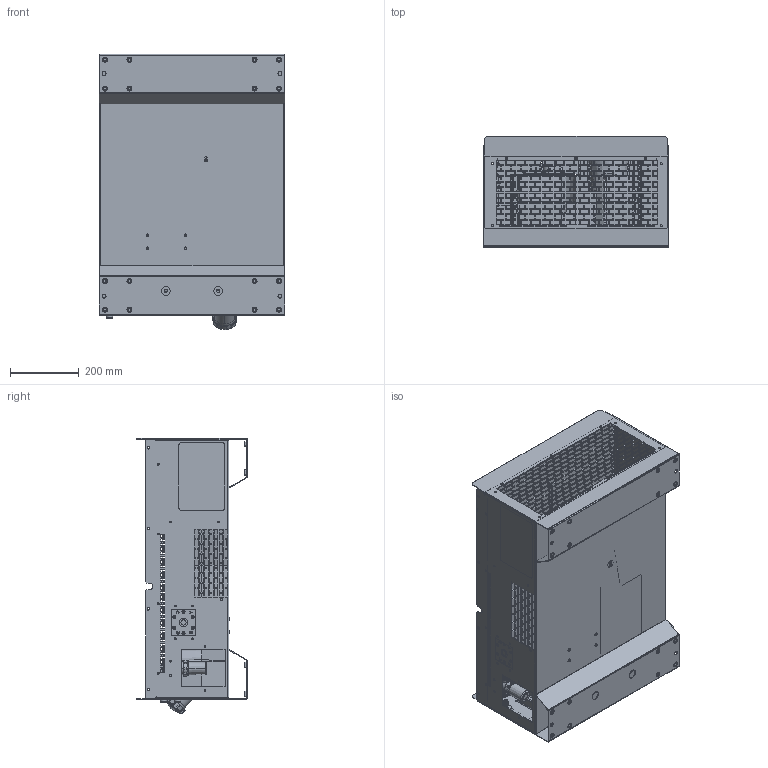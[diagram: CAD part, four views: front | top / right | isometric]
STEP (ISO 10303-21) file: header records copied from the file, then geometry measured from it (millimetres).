
FILE_DESCRIPTION (( 'STEP AP203' ), '1' );
FILE_NAME ('ProHeat_Heavy-Duty_Cooler.STEP', '2017-11-14T22:42:56', ( 'ITS' ), ( 'ITW Welding Group' ), 'SwSTEP 2.0', 'SolidWorks 2016', '' );
FILE_SCHEMA (( 'CONFIG_CONTROL_DESIGN' ));
Products named in the file (1): ProHeat_Heavy-Duty_Cooler
Bounding box: 540.29 x 323.21 x 802.91 mm (x, y, z)
Surface area: 3613642.7 mm2 (no closed solid volume)
Topology: 0 solids, 82 shells, 2486 faces, 8847 edges, 6035 vertices
Faces by surface type: plane 1610, cylinder 618, torus 116, cone 115, bspline 22, sphere 5
Entity records: 100256 total; most frequent: CARTESIAN_POINT 22983, DIRECTION 15268, ORIENTED_EDGE 15081, EDGE_CURVE 8845, VECTOR 6504, LINE 6504, VERTEX_POINT 6035, AXIS2_PLACEMENT_3D 4382
